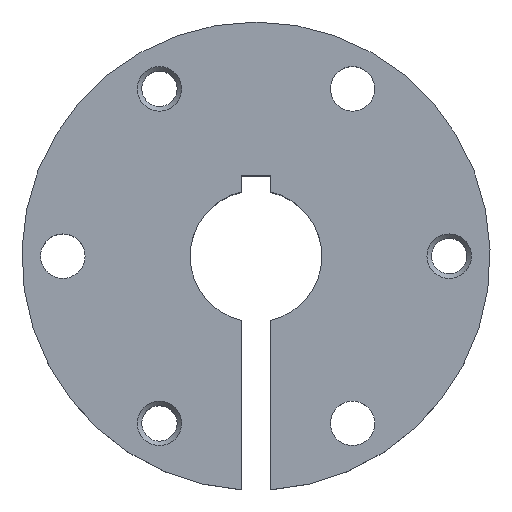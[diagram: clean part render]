
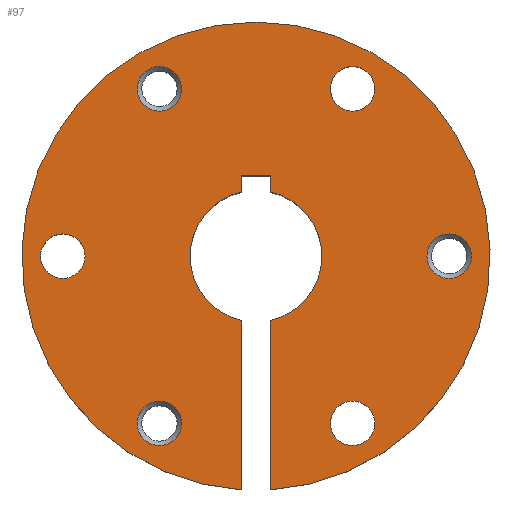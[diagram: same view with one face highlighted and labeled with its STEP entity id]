
A CAD part, top view. The second image highlights one B-rep face of the part: STEP entity #97.
In plain terms, the highlighted planar face has unit normal (0, 0, 1).
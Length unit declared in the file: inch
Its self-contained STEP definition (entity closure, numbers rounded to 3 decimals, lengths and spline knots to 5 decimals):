
#97 = ADVANCED_FACE( '', ( #206, #207, #208, #209, #210, #211, #212 ), #213, .F. );
#206 = FACE_BOUND( '', #312, .T. );
#207 = FACE_BOUND( '', #313, .T. );
#208 = FACE_BOUND( '', #314, .T. );
#209 = FACE_OUTER_BOUND( '', #315, .T. );
#210 = FACE_BOUND( '', #316, .T. );
#211 = FACE_BOUND( '', #317, .T. );
#212 = FACE_BOUND( '', #318, .T. );
#213 = PLANE( '', #319 );
#312 = EDGE_LOOP( '', ( #506 ) );
#313 = EDGE_LOOP( '', ( #507 ) );
#314 = EDGE_LOOP( '', ( #508 ) );
#315 = EDGE_LOOP( '', ( #509, #510, #511, #512, #513, #514, #515, #516 ) );
#316 = EDGE_LOOP( '', ( #517 ) );
#317 = EDGE_LOOP( '', ( #518 ) );
#318 = EDGE_LOOP( '', ( #519 ) );
#319 = AXIS2_PLACEMENT_3D( '', #520, #521, #522 );
#506 = ORIENTED_EDGE( '', *, *, #577, .T. );
#507 = ORIENTED_EDGE( '', *, *, #551, .T. );
#508 = ORIENTED_EDGE( '', *, *, #591, .T. );
#509 = ORIENTED_EDGE( '', *, *, #597, .F. );
#510 = ORIENTED_EDGE( '', *, *, #588, .F. );
#511 = ORIENTED_EDGE( '', *, *, #575, .F. );
#512 = ORIENTED_EDGE( '', *, *, #594, .F. );
#513 = ORIENTED_EDGE( '', *, *, #566, .F. );
#514 = ORIENTED_EDGE( '', *, *, #547, .F. );
#515 = ORIENTED_EDGE( '', *, *, #526, .F. );
#516 = ORIENTED_EDGE( '', *, *, #580, .F. );
#517 = ORIENTED_EDGE( '', *, *, #554, .T. );
#518 = ORIENTED_EDGE( '', *, *, #537, .T. );
#519 = ORIENTED_EDGE( '', *, *, #533, .T. );
#520 = CARTESIAN_POINT( '', ( 0., 0., 0.5 ) );
#521 = DIRECTION( '', ( 0., 0., -1. ) );
#522 = DIRECTION( '', ( -1., 0., 0. ) );
#526 = EDGE_CURVE( '', #603, #605, #606, .T. );
#533 = EDGE_CURVE( '', #616, #616, #617, .T. );
#537 = EDGE_CURVE( '', #622, #622, #623, .T. );
#547 = EDGE_CURVE( '', #605, #639, #640, .T. );
#551 = EDGE_CURVE( '', #645, #645, #646, .T. );
#554 = EDGE_CURVE( '', #650, #650, #651, .T. );
#566 = EDGE_CURVE( '', #639, #671, #672, .T. );
#575 = EDGE_CURVE( '', #683, #678, #685, .T. );
#577 = EDGE_CURVE( '', #687, #687, #688, .T. );
#580 = EDGE_CURVE( '', #690, #603, #692, .T. );
#588 = EDGE_CURVE( '', #678, #700, #702, .T. );
#591 = EDGE_CURVE( '', #706, #706, #707, .T. );
#594 = EDGE_CURVE( '', #671, #683, #710, .T. );
#597 = EDGE_CURVE( '', #700, #690, #713, .T. );
#603 = VERTEX_POINT( '', #720 );
#605 = VERTEX_POINT( '', #723 );
#606 = LINE( '', #724, #725 );
#616 = VERTEX_POINT( '', #736 );
#617 = CIRCLE( '', #737, 0.095 );
#622 = VERTEX_POINT( '', #742 );
#623 = CIRCLE( '', #743, 0.095 );
#639 = VERTEX_POINT( '', #763 );
#640 = LINE( '', #764, #765 );
#645 = VERTEX_POINT( '', #771 );
#646 = CIRCLE( '', #772, 0.095 );
#650 = VERTEX_POINT( '', #776 );
#651 = CIRCLE( '', #777, 0.095 );
#671 = VERTEX_POINT( '', #799 );
#672 = LINE( '', #800, #801 );
#678 = VERTEX_POINT( '', #808 );
#683 = VERTEX_POINT( '', #821 );
#685 = LINE( '', #824, #825 );
#687 = VERTEX_POINT( '', #827 );
#688 = CIRCLE( '', #828, 0.095 );
#690 = VERTEX_POINT( '', #830 );
#692 = CIRCLE( '', #833, 0.28125 );
#700 = VERTEX_POINT( '', #848 );
#702 = CIRCLE( '', #851, 1. );
#706 = VERTEX_POINT( '', #855 );
#707 = CIRCLE( '', #856, 0.095 );
#710 = CIRCLE( '', #859, 0.28125 );
#713 = LINE( '', #862, #863 );
#720 = CARTESIAN_POINT( '', ( 0.0625, 0.27422, 0.5 ) );
#723 = CARTESIAN_POINT( '', ( 0.0625, 0.34375, 0.5 ) );
#724 = CARTESIAN_POINT( '', ( 0.0625, 0.27422, 0.5 ) );
#725 = VECTOR( '', #867, 39.37008 );
#736 = CARTESIAN_POINT( '', ( -0.92, 0., 0.5 ) );
#737 = AXIS2_PLACEMENT_3D( '', #878, #879, #880 );
#742 = CARTESIAN_POINT( '', ( -0.5075, 0.71447, 0.5 ) );
#743 = AXIS2_PLACEMENT_3D( '', #884, #885, #886 );
#763 = CARTESIAN_POINT( '', ( -0.0625, 0.34375, 0.5 ) );
#764 = CARTESIAN_POINT( '', ( 0.0625, 0.34375, 0.5 ) );
#765 = VECTOR( '', #900, 39.37008 );
#771 = CARTESIAN_POINT( '', ( 0.3175, -0.71447, 0.5 ) );
#772 = AXIS2_PLACEMENT_3D( '', #905, #906, #907 );
#776 = CARTESIAN_POINT( '', ( -0.5075, -0.71447, 0.5 ) );
#777 = AXIS2_PLACEMENT_3D( '', #911, #912, #913 );
#799 = CARTESIAN_POINT( '', ( -0.0625, 0.27422, 0.5 ) );
#800 = CARTESIAN_POINT( '', ( -0.0625, 0.34375, 0.5 ) );
#801 = VECTOR( '', #934, 39.37008 );
#808 = CARTESIAN_POINT( '', ( -0.06, -0.9982, 0.5 ) );
#821 = CARTESIAN_POINT( '', ( -0.06, -0.27478, 0.5 ) );
#824 = CARTESIAN_POINT( '', ( -0.06, 0., 0.5 ) );
#825 = VECTOR( '', #942, 39.37008 );
#827 = CARTESIAN_POINT( '', ( 0.3175, 0.71447, 0.5 ) );
#828 = AXIS2_PLACEMENT_3D( '', #943, #944, #945 );
#830 = CARTESIAN_POINT( '', ( 0.06, -0.27478, 0.5 ) );
#833 = AXIS2_PLACEMENT_3D( '', #947, #948, #949 );
#848 = CARTESIAN_POINT( '', ( 0.06, -0.9982, 0.5 ) );
#851 = AXIS2_PLACEMENT_3D( '', #955, #956, #957 );
#855 = CARTESIAN_POINT( '', ( 0.73, 0., 0.5 ) );
#856 = AXIS2_PLACEMENT_3D( '', #961, #962, #963 );
#859 = AXIS2_PLACEMENT_3D( '', #964, #965, #966 );
#862 = CARTESIAN_POINT( '', ( 0.06, -1., 0.5 ) );
#863 = VECTOR( '', #967, 39.37008 );
#867 = DIRECTION( '', ( 0., 1., 0. ) );
#878 = CARTESIAN_POINT( '', ( -0.825, 0., 0.5 ) );
#879 = DIRECTION( '', ( 0., 0., -1. ) );
#880 = DIRECTION( '', ( -1., 0., 0. ) );
#884 = CARTESIAN_POINT( '', ( -0.4125, 0.71447, 0.5 ) );
#885 = DIRECTION( '', ( 0., 0., -1. ) );
#886 = DIRECTION( '', ( -1., 0., 0. ) );
#900 = DIRECTION( '', ( -1., 0., 0. ) );
#905 = CARTESIAN_POINT( '', ( 0.4125, -0.71447, 0.5 ) );
#906 = DIRECTION( '', ( 0., 0., -1. ) );
#907 = DIRECTION( '', ( -1., 0., 0. ) );
#911 = CARTESIAN_POINT( '', ( -0.4125, -0.71447, 0.5 ) );
#912 = DIRECTION( '', ( 0., 0., -1. ) );
#913 = DIRECTION( '', ( -1., 0., 0. ) );
#934 = DIRECTION( '', ( 0., -1., 0. ) );
#942 = DIRECTION( '', ( 0., -1., 0. ) );
#943 = CARTESIAN_POINT( '', ( 0.4125, 0.71447, 0.5 ) );
#944 = DIRECTION( '', ( 0., 0., -1. ) );
#945 = DIRECTION( '', ( -1., 0., 0. ) );
#947 = CARTESIAN_POINT( '', ( 0., 0., 0.5 ) );
#948 = DIRECTION( '', ( 0., 0., 1. ) );
#949 = DIRECTION( '', ( 1., 0., 0. ) );
#955 = CARTESIAN_POINT( '', ( 0., 0., 0.5 ) );
#956 = DIRECTION( '', ( 0., 0., -1. ) );
#957 = DIRECTION( '', ( -1., 0., 0. ) );
#961 = CARTESIAN_POINT( '', ( 0.825, 0., 0.5 ) );
#962 = DIRECTION( '', ( 0., 0., -1. ) );
#963 = DIRECTION( '', ( -1., 0., 0. ) );
#964 = CARTESIAN_POINT( '', ( 0., 0., 0.5 ) );
#965 = DIRECTION( '', ( 0., 0., 1. ) );
#966 = DIRECTION( '', ( 1., 0., 0. ) );
#967 = DIRECTION( '', ( 0., 1., 0. ) );
